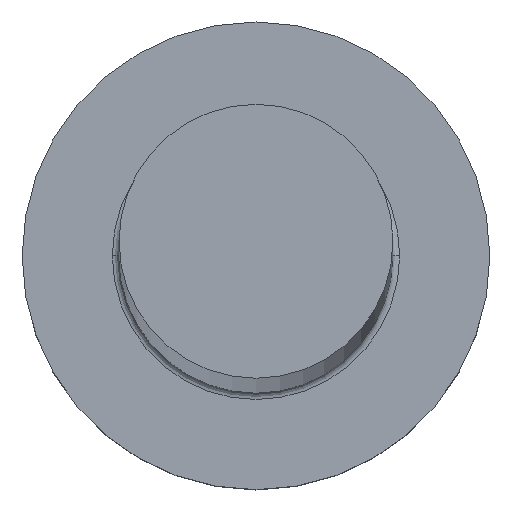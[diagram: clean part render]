
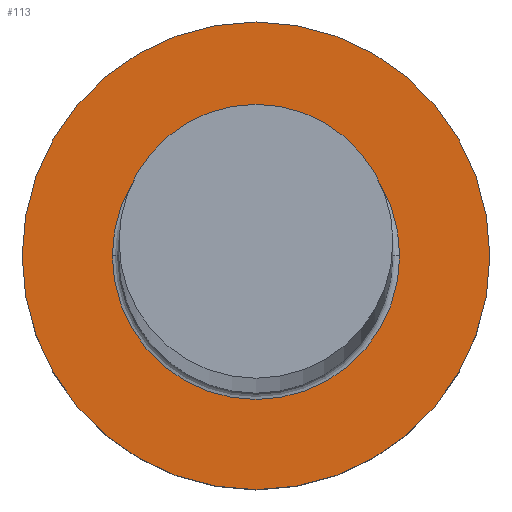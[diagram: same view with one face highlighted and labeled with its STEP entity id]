
A CAD part, top view. The second image highlights one B-rep face of the part: STEP entity #113.
In plain terms, the highlighted planar face has unit normal (0, 0, 1).
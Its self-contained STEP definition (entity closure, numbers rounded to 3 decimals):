
#5 = PLANE ( 'NONE',  #97 ) ;
#23 = VERTEX_POINT ( 'NONE', #117 ) ;
#25 = CARTESIAN_POINT ( 'NONE',  ( 0., 0., 5. ) ) ;
#29 = DIRECTION ( 'NONE',  ( 1., 0., 0. ) ) ;
#41 = EDGE_LOOP ( 'NONE', ( #149, #292 ) ) ;
#44 = VERTEX_POINT ( 'NONE', #203 ) ;
#76 = CARTESIAN_POINT ( 'NONE',  ( 0., 0., 5. ) ) ;
#84 = CIRCLE ( 'NONE', #151, 7. ) ;
#85 = VERTEX_POINT ( 'NONE', #206 ) ;
#92 = DIRECTION ( 'NONE',  ( 0., 0., -1. ) ) ;
#93 = CARTESIAN_POINT ( 'NONE',  ( 0., 0., 5. ) ) ;
#97 = AXIS2_PLACEMENT_3D ( 'NONE', #100, #303, #234 ) ;
#100 = CARTESIAN_POINT ( 'NONE',  ( 0., 0., 5. ) ) ;
#112 = ORIENTED_EDGE ( 'NONE', *, *, #166, .T. ) ;
#113 = ADVANCED_FACE ( 'NONE', ( #216, #124 ), #5, .T. ) ;
#117 = CARTESIAN_POINT ( 'NONE',  ( 7., 0., 5. ) ) ;
#121 = DIRECTION ( 'NONE',  ( 0., 0., -1. ) ) ;
#123 = DIRECTION ( 'NONE',  ( 0., 0., 1. ) ) ;
#124 = FACE_OUTER_BOUND ( 'NONE', #298, .T. ) ;
#138 = ORIENTED_EDGE ( 'NONE', *, *, #193, .T. ) ;
#142 = CIRCLE ( 'NONE', #240, 4.3 ) ;
#149 = ORIENTED_EDGE ( 'NONE', *, *, #178, .T. ) ;
#151 = AXIS2_PLACEMENT_3D ( 'NONE', #93, #164, #29 ) ;
#164 = DIRECTION ( 'NONE',  ( 0., 0., 1. ) ) ;
#165 = DIRECTION ( 'NONE',  ( 1., 0., 0. ) ) ;
#166 = EDGE_CURVE ( 'NONE', #85, #23, #187, .T. ) ;
#178 = EDGE_CURVE ( 'NONE', #195, #44, #262, .T. ) ;
#187 = CIRCLE ( 'NONE', #288, 7. ) ;
#189 = DIRECTION ( 'NONE',  ( 1., 0., 0. ) ) ;
#193 = EDGE_CURVE ( 'NONE', #23, #85, #84, .T. ) ;
#195 = VERTEX_POINT ( 'NONE', #210 ) ;
#203 = CARTESIAN_POINT ( 'NONE',  ( -4.3, 0., 5. ) ) ;
#206 = CARTESIAN_POINT ( 'NONE',  ( -7., 0., 5. ) ) ;
#210 = CARTESIAN_POINT ( 'NONE',  ( 4.3, 0., 5. ) ) ;
#215 = AXIS2_PLACEMENT_3D ( 'NONE', #25, #121, #165 ) ;
#216 = FACE_BOUND ( 'NONE', #41, .T. ) ;
#234 = DIRECTION ( 'NONE',  ( 1., 0., 0. ) ) ;
#240 = AXIS2_PLACEMENT_3D ( 'NONE', #76, #92, #264 ) ;
#262 = CIRCLE ( 'NONE', #215, 4.3 ) ;
#264 = DIRECTION ( 'NONE',  ( 1., 0., 0. ) ) ;
#285 = CARTESIAN_POINT ( 'NONE',  ( 0., 0., 5. ) ) ;
#288 = AXIS2_PLACEMENT_3D ( 'NONE', #285, #123, #189 ) ;
#292 = ORIENTED_EDGE ( 'NONE', *, *, #295, .T. ) ;
#295 = EDGE_CURVE ( 'NONE', #44, #195, #142, .T. ) ;
#298 = EDGE_LOOP ( 'NONE', ( #112, #138 ) ) ;
#303 = DIRECTION ( 'NONE',  ( 0., 0., 1. ) ) ;
